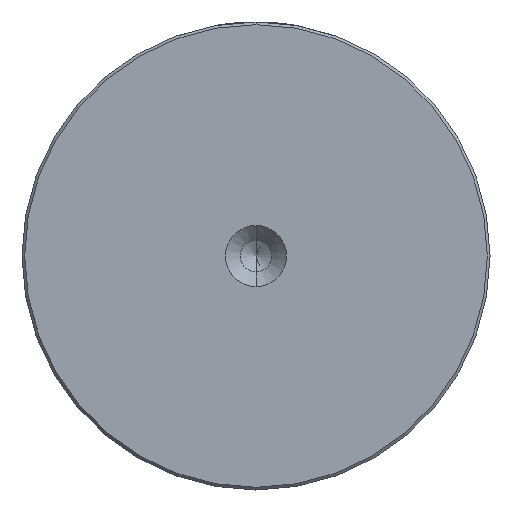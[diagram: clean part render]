
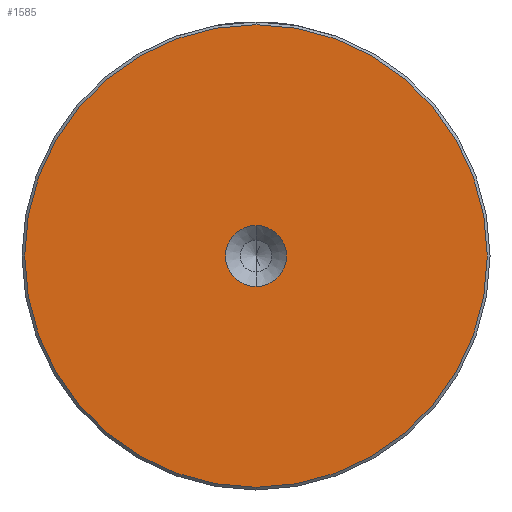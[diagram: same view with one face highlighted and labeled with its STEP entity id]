
A CAD part, left-side view. The second image highlights one B-rep face of the part: STEP entity #1585.
In plain terms, the highlighted planar face has unit normal (-1, 0, 0).
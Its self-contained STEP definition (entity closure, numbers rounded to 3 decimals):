
#30 = EDGE_CURVE ( 'NONE', #1279, #2588, #790, .T. ) ;
#131 = CARTESIAN_POINT ( 'NONE',  ( 0., 0., -5.6 ) ) ;
#161 = AXIS2_PLACEMENT_3D ( 'NONE', #2699, #413, #1871 ) ;
#169 = DIRECTION ( 'NONE',  ( 0., 0., 1. ) ) ;
#413 = DIRECTION ( 'NONE',  ( -1., 0., 0. ) ) ;
#461 = FACE_BOUND ( 'NONE', #839, .T. ) ;
#524 = FACE_OUTER_BOUND ( 'NONE', #2214, .T. ) ;
#552 = ORIENTED_EDGE ( 'NONE', *, *, #1424, .T. ) ;
#619 = PLANE ( 'NONE',  #161 ) ;
#641 = ORIENTED_EDGE ( 'NONE', *, *, #1495, .F. ) ;
#676 = AXIS2_PLACEMENT_3D ( 'NONE', #695, #2146, #920 ) ;
#695 = CARTESIAN_POINT ( 'NONE',  ( 0., 0., 0. ) ) ;
#722 = CARTESIAN_POINT ( 'NONE',  ( 0., 0., -42.5 ) ) ;
#789 = CARTESIAN_POINT ( 'NONE',  ( 0., 0., 0. ) ) ;
#790 = CIRCLE ( 'NONE', #1404, 42.5 ) ;
#804 = CIRCLE ( 'NONE', #1277, 42.5 ) ;
#838 = VERTEX_POINT ( 'NONE', #131 ) ;
#839 = EDGE_LOOP ( 'NONE', ( #641, #2088 ) ) ;
#909 = DIRECTION ( 'NONE',  ( 0., 0., 1. ) ) ;
#920 = DIRECTION ( 'NONE',  ( 0., 0., 1. ) ) ;
#960 = VERTEX_POINT ( 'NONE', #1036 ) ;
#1001 = DIRECTION ( 'NONE',  ( 0., 0., 1. ) ) ;
#1036 = CARTESIAN_POINT ( 'NONE',  ( 0., 0., 5.6 ) ) ;
#1230 = CIRCLE ( 'NONE', #1486, 5.6 ) ;
#1277 = AXIS2_PLACEMENT_3D ( 'NONE', #789, #2235, #1001 ) ;
#1279 = VERTEX_POINT ( 'NONE', #722 ) ;
#1404 = AXIS2_PLACEMENT_3D ( 'NONE', #1819, #2108, #909 ) ;
#1424 = EDGE_CURVE ( 'NONE', #2588, #1279, #804, .T. ) ;
#1437 = DIRECTION ( 'NONE',  ( -1., 0., 0. ) ) ;
#1486 = AXIS2_PLACEMENT_3D ( 'NONE', #2675, #1437, #169 ) ;
#1495 = EDGE_CURVE ( 'NONE', #960, #838, #1230, .T. ) ;
#1585 = ADVANCED_FACE ( 'NONE', ( #524, #461 ), #619, .T. ) ;
#1695 = ORIENTED_EDGE ( 'NONE', *, *, #30, .T. ) ;
#1819 = CARTESIAN_POINT ( 'NONE',  ( 0., 0., 0. ) ) ;
#1871 = DIRECTION ( 'NONE',  ( 0., 0., 1. ) ) ;
#1909 = EDGE_CURVE ( 'NONE', #838, #960, #2151, .T. ) ;
#2088 = ORIENTED_EDGE ( 'NONE', *, *, #1909, .F. ) ;
#2108 = DIRECTION ( 'NONE',  ( -1., 0., 0. ) ) ;
#2146 = DIRECTION ( 'NONE',  ( -1., 0., 0. ) ) ;
#2151 = CIRCLE ( 'NONE', #676, 5.6 ) ;
#2214 = EDGE_LOOP ( 'NONE', ( #1695, #552 ) ) ;
#2235 = DIRECTION ( 'NONE',  ( -1., 0., 0. ) ) ;
#2492 = CARTESIAN_POINT ( 'NONE',  ( 0., 0., 42.5 ) ) ;
#2588 = VERTEX_POINT ( 'NONE', #2492 ) ;
#2675 = CARTESIAN_POINT ( 'NONE',  ( 0., 0., 0. ) ) ;
#2699 = CARTESIAN_POINT ( 'NONE',  ( 0., 0., 0. ) ) ;
